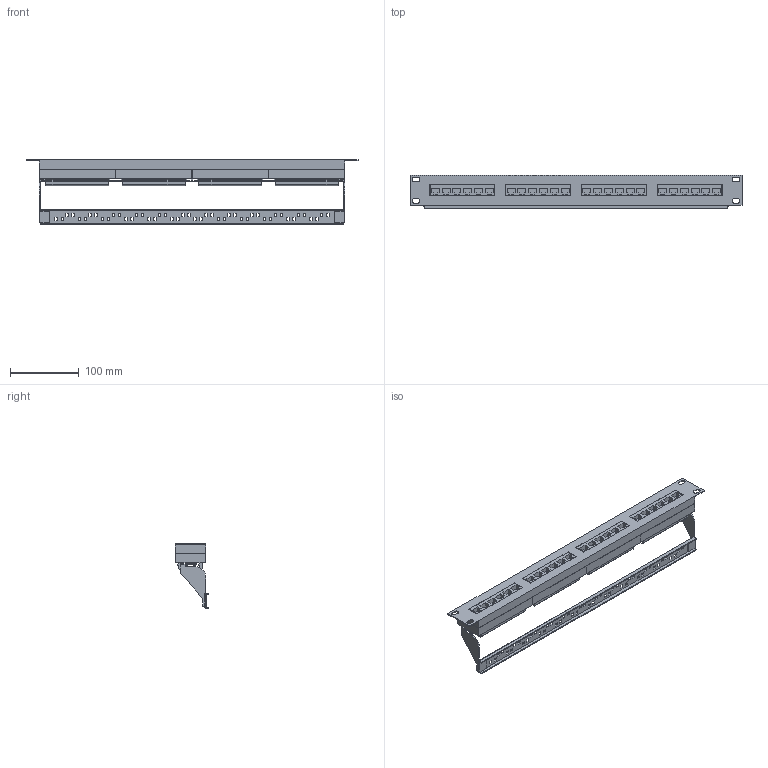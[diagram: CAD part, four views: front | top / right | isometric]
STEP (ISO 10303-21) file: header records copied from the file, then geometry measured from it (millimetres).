
FILE_DESCRIPTION (( 'STEP AP203' ), '1' );
FILE_NAME ('PP24-1UC6U-D05-1 ITK 1U ïàò÷-ïàíåëü êàò.6 UTP, 24 ïîðòà (Dual), ñ êàá. îðã-ì.STEP', '2016-09-07T07:29:41', ( '' ), ( '' ), 'SwSTEP 2.0', 'SolidWorks 2014', '' );
FILE_SCHEMA (( 'CONFIG_CONTROL_DESIGN' ));
Length unit declared in the file: millimetre
Products named in the file (2): PP24-1UC6U-D05-1 ITK 1U ïàò÷-ïàíåëü êàò.6 UTP, 24 ïîðòà (Dual), ñ êàá. îðã-ì
Bounding box: 482 x 48.75 x 93.15 mm (x, y, z)
Volume: 575084 mm3; surface area: 131848.8 mm2
Topology: 2 solids, 2 shells, 902 faces, 2604 edges, 1734 vertices
Faces by surface type: plane 880, cylinder 22
Entity records: 29449 total; most frequent: CARTESIAN_POINT 5242, ORIENTED_EDGE 5208, DIRECTION 4456, EDGE_CURVE 2604, VECTOR 2560, LINE 2560, VERTEX_POINT 1734, EDGE_LOOP 1066
